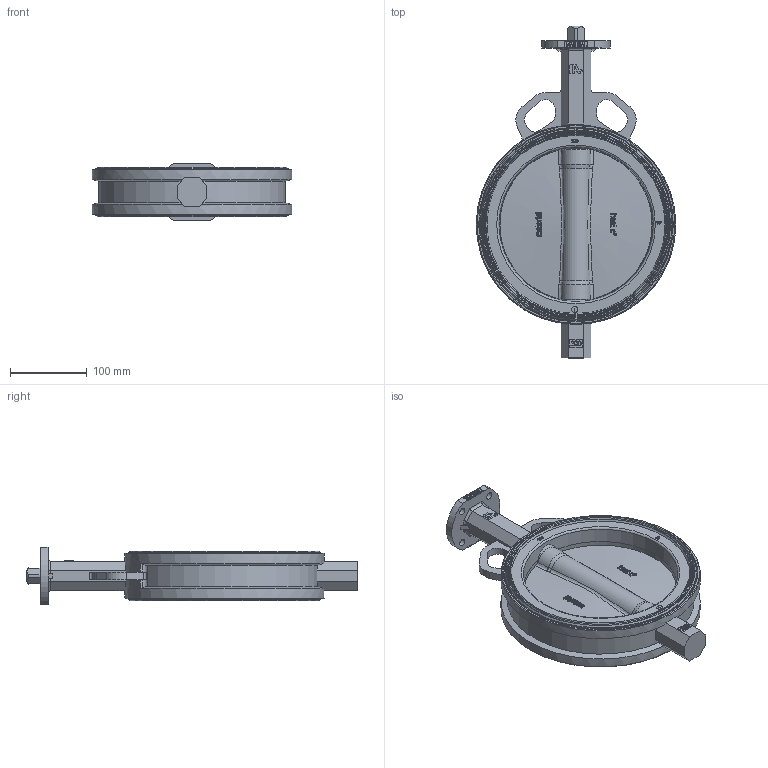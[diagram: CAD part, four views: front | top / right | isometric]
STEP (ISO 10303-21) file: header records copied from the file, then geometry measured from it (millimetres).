
FILE_DESCRIPTION (( 'STEP AP214' ), '1' );
FILE_NAME ('D1K0200.STEP', '2016-04-29T11:04:57', ( '' ), ( '' ), 'SwSTEP 2.0', 'SolidWorks 2014', '' );
FILE_SCHEMA (( 'AUTOMOTIVE_DESIGN' ));
Length unit declared in the file: millimetre
Products named in the file (1): D1K0200
Bounding box: 260 x 432.7 x 75 mm (x, y, z)
Surface area: 289387.9 mm2 (no closed solid volume)
Topology: 0 solids, 11 shells, 586 faces, 2017 edges, 1401 vertices
Faces by surface type: plane 308, bspline 159, cylinder 60, cone 57, torus 2
Full cylindrical faces by diameter (mm): 5 x1, 8 x1, 8.4 x2, 9.5 x4, 20.9 x1, 21.1 x1, 55 x1, 56.5 x1, 251.5 x2, 251.8 x2, 260 x2
Entity records: 38238 total; most frequent: CARTESIAN_POINT 16609, ORIENTED_EDGE 3202, DIRECTION 2340, EDGE_CURVE 1956, VERTEX_POINT 1388, VECTOR 1104, LINE 1104, EDGE_LOOP 729
